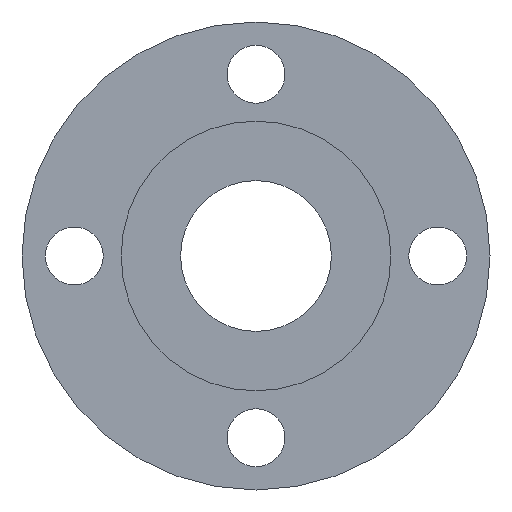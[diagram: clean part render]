
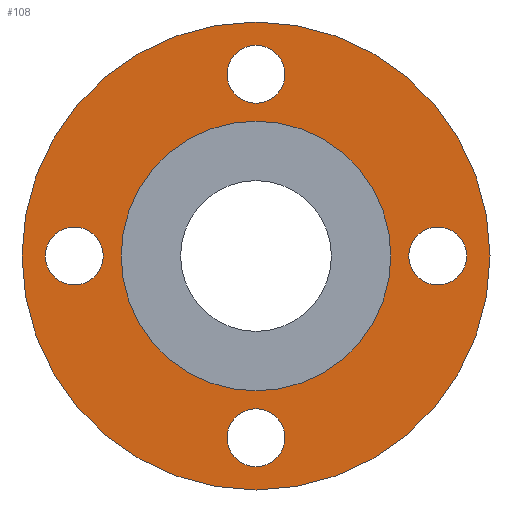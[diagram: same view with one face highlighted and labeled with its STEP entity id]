
A CAD part, front view. The second image highlights one B-rep face of the part: STEP entity #108.
In plain terms, the highlighted planar face has unit normal (0, -1, 0).
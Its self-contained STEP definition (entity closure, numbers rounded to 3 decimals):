
#5 = ORIENTED_EDGE ( 'NONE', *, *, #435, .F. ) ;
#10 = DIRECTION ( 'NONE',  ( -1., 0., 0. ) ) ;
#13 = EDGE_CURVE ( 'NONE', #657, #551, #217, .T. ) ;
#17 = DIRECTION ( 'NONE',  ( 1., 0., 0. ) ) ;
#21 = ORIENTED_EDGE ( 'NONE', *, *, #241, .F. ) ;
#26 = CARTESIAN_POINT ( 'NONE',  ( -57.15, 1.6, 0. ) ) ;
#27 = CARTESIAN_POINT ( 'NONE',  ( 0., 1.6, 49.3 ) ) ;
#46 = EDGE_LOOP ( 'NONE', ( #21, #807 ) ) ;
#49 = EDGE_LOOP ( 'NONE', ( #500, #160 ) ) ;
#70 = VERTEX_POINT ( 'NONE', #587 ) ;
#76 = CARTESIAN_POINT ( 'NONE',  ( 0., 1.6, 0. ) ) ;
#80 = EDGE_CURVE ( 'NONE', #906, #708, #314, .T. ) ;
#82 = CARTESIAN_POINT ( 'NONE',  ( 0., 1.6, 49.3 ) ) ;
#89 = DIRECTION ( 'NONE',  ( 0., 1., 0. ) ) ;
#96 = DIRECTION ( 'NONE',  ( 0., 0., 1. ) ) ;
#105 = VERTEX_POINT ( 'NONE', #26 ) ;
#108 = ADVANCED_FACE ( 'NONE', ( #243, #656, #730, #487, #214, #294 ), #623, .T. ) ;
#112 = CARTESIAN_POINT ( 'NONE',  ( 0., 1.6, -49.3 ) ) ;
#120 = CARTESIAN_POINT ( 'NONE',  ( 0., 1.6, 0. ) ) ;
#133 = EDGE_CURVE ( 'NONE', #70, #381, #818, .T. ) ;
#137 = AXIS2_PLACEMENT_3D ( 'NONE', #27, #869, #96 ) ;
#145 = CIRCLE ( 'NONE', #856, 36.6 ) ;
#160 = ORIENTED_EDGE ( 'NONE', *, *, #326, .F. ) ;
#179 = DIRECTION ( 'NONE',  ( 0., 1., 0. ) ) ;
#180 = EDGE_LOOP ( 'NONE', ( #502, #470 ) ) ;
#187 = CARTESIAN_POINT ( 'NONE',  ( 0., 1.6, -36.6 ) ) ;
#194 = DIRECTION ( 'NONE',  ( 0., -1., 0. ) ) ;
#198 = DIRECTION ( 'NONE',  ( 0., 1., 0. ) ) ;
#200 = CIRCLE ( 'NONE', #691, 36.6 ) ;
#202 = DIRECTION ( 'NONE',  ( 1., 0., 0. ) ) ;
#207 = DIRECTION ( 'NONE',  ( -1., 0., 0. ) ) ;
#214 = FACE_BOUND ( 'NONE', #180, .T. ) ;
#217 = CIRCLE ( 'NONE', #476, 7.85 ) ;
#227 = EDGE_LOOP ( 'NONE', ( #700, #5 ) ) ;
#241 = EDGE_CURVE ( 'NONE', #787, #105, #618, .T. ) ;
#243 = FACE_BOUND ( 'NONE', #46, .T. ) ;
#249 = DIRECTION ( 'NONE',  ( 0., 0., -1. ) ) ;
#277 = DIRECTION ( 'NONE',  ( 0., -1., 0. ) ) ;
#280 = CARTESIAN_POINT ( 'NONE',  ( 0., 1.6, -63.5 ) ) ;
#283 = DIRECTION ( 'NONE',  ( 0., -1., 0. ) ) ;
#287 = DIRECTION ( 'NONE',  ( 0., 0., -1. ) ) ;
#291 = DIRECTION ( 'NONE',  ( 0., 0., 1. ) ) ;
#294 = FACE_OUTER_BOUND ( 'NONE', #771, .T. ) ;
#306 = EDGE_CURVE ( 'NONE', #407, #847, #200, .T. ) ;
#309 = DIRECTION ( 'NONE',  ( 0., 0., -1. ) ) ;
#314 = CIRCLE ( 'NONE', #137, 7.85 ) ;
#315 = DIRECTION ( 'NONE',  ( 0., 0., 1. ) ) ;
#326 = EDGE_CURVE ( 'NONE', #381, #70, #658, .T. ) ;
#334 = DIRECTION ( 'NONE',  ( 0., 1., 0. ) ) ;
#337 = CIRCLE ( 'NONE', #451, 63.5 ) ;
#345 = CARTESIAN_POINT ( 'NONE',  ( -49.3, 1.6, 0. ) ) ;
#351 = CIRCLE ( 'NONE', #634, 7.85 ) ;
#362 = CARTESIAN_POINT ( 'NONE',  ( -49.3, 1.6, 0. ) ) ;
#371 = DIRECTION ( 'NONE',  ( 0., -1., 0. ) ) ;
#378 = VERTEX_POINT ( 'NONE', #280 ) ;
#381 = VERTEX_POINT ( 'NONE', #437 ) ;
#397 = CARTESIAN_POINT ( 'NONE',  ( -41.45, 1.6, 0. ) ) ;
#407 = VERTEX_POINT ( 'NONE', #497 ) ;
#410 = CARTESIAN_POINT ( 'NONE',  ( 49.3, 1.6, 0. ) ) ;
#412 = ORIENTED_EDGE ( 'NONE', *, *, #506, .F. ) ;
#435 = EDGE_CURVE ( 'NONE', #708, #906, #436, .T. ) ;
#436 = CIRCLE ( 'NONE', #547, 7.85 ) ;
#437 = CARTESIAN_POINT ( 'NONE',  ( 57.15, 1.6, 0. ) ) ;
#440 = ORIENTED_EDGE ( 'NONE', *, *, #13, .F. ) ;
#443 = CARTESIAN_POINT ( 'NONE',  ( 0., 1.6, -57.15 ) ) ;
#451 = AXIS2_PLACEMENT_3D ( 'NONE', #120, #334, #315 ) ;
#453 = ORIENTED_EDGE ( 'NONE', *, *, #460, .F. ) ;
#460 = EDGE_CURVE ( 'NONE', #378, #480, #866, .T. ) ;
#470 = ORIENTED_EDGE ( 'NONE', *, *, #720, .T. ) ;
#476 = AXIS2_PLACEMENT_3D ( 'NONE', #112, #592, #249 ) ;
#478 = AXIS2_PLACEMENT_3D ( 'NONE', #362, #629, #10 ) ;
#480 = VERTEX_POINT ( 'NONE', #841 ) ;
#487 = FACE_BOUND ( 'NONE', #601, .T. ) ;
#497 = CARTESIAN_POINT ( 'NONE',  ( 0., 1.6, 36.6 ) ) ;
#500 = ORIENTED_EDGE ( 'NONE', *, *, #133, .F. ) ;
#502 = ORIENTED_EDGE ( 'NONE', *, *, #306, .T. ) ;
#506 = EDGE_CURVE ( 'NONE', #551, #657, #705, .T. ) ;
#512 = AXIS2_PLACEMENT_3D ( 'NONE', #580, #855, #309 ) ;
#532 = CARTESIAN_POINT ( 'NONE',  ( 0., 1.6, -41.45 ) ) ;
#546 = AXIS2_PLACEMENT_3D ( 'NONE', #636, #277, #287 ) ;
#547 = AXIS2_PLACEMENT_3D ( 'NONE', #82, #768, #627 ) ;
#551 = VERTEX_POINT ( 'NONE', #443 ) ;
#554 = CARTESIAN_POINT ( 'NONE',  ( 0., 1.6, 41.45 ) ) ;
#580 = CARTESIAN_POINT ( 'NONE',  ( 0., 1.6, -49.3 ) ) ;
#587 = CARTESIAN_POINT ( 'NONE',  ( 41.45, 1.6, 0. ) ) ;
#592 = DIRECTION ( 'NONE',  ( 0., -1., 0. ) ) ;
#601 = EDGE_LOOP ( 'NONE', ( #440, #412 ) ) ;
#618 = CIRCLE ( 'NONE', #478, 7.85 ) ;
#623 = PLANE ( 'NONE',  #546 ) ;
#627 = DIRECTION ( 'NONE',  ( 0., 0., 1. ) ) ;
#629 = DIRECTION ( 'NONE',  ( 0., -1., 0. ) ) ;
#634 = AXIS2_PLACEMENT_3D ( 'NONE', #345, #283, #207 ) ;
#636 = CARTESIAN_POINT ( 'NONE',  ( 0., 1.6, 36.6 ) ) ;
#656 = FACE_BOUND ( 'NONE', #227, .T. ) ;
#657 = VERTEX_POINT ( 'NONE', #532 ) ;
#658 = CIRCLE ( 'NONE', #886, 7.85 ) ;
#666 = DIRECTION ( 'NONE',  ( 0., 0., 1. ) ) ;
#670 = CARTESIAN_POINT ( 'NONE',  ( 0., 1.6, 0. ) ) ;
#673 = CARTESIAN_POINT ( 'NONE',  ( 0., 1.6, 0. ) ) ;
#686 = CARTESIAN_POINT ( 'NONE',  ( 0., 1.6, 57.15 ) ) ;
#691 = AXIS2_PLACEMENT_3D ( 'NONE', #673, #198, #666 ) ;
#700 = ORIENTED_EDGE ( 'NONE', *, *, #80, .F. ) ;
#705 = CIRCLE ( 'NONE', #512, 7.85 ) ;
#708 = VERTEX_POINT ( 'NONE', #686 ) ;
#720 = EDGE_CURVE ( 'NONE', #847, #407, #145, .T. ) ;
#729 = DIRECTION ( 'NONE',  ( 0., 0., 1. ) ) ;
#730 = FACE_BOUND ( 'NONE', #49, .T. ) ;
#732 = AXIS2_PLACEMENT_3D ( 'NONE', #410, #371, #17 ) ;
#748 = AXIS2_PLACEMENT_3D ( 'NONE', #76, #89, #291 ) ;
#768 = DIRECTION ( 'NONE',  ( 0., -1., 0. ) ) ;
#771 = EDGE_LOOP ( 'NONE', ( #843, #453 ) ) ;
#780 = EDGE_CURVE ( 'NONE', #480, #378, #337, .T. ) ;
#787 = VERTEX_POINT ( 'NONE', #397 ) ;
#807 = ORIENTED_EDGE ( 'NONE', *, *, #877, .F. ) ;
#818 = CIRCLE ( 'NONE', #732, 7.85 ) ;
#841 = CARTESIAN_POINT ( 'NONE',  ( 0., 1.6, 63.5 ) ) ;
#843 = ORIENTED_EDGE ( 'NONE', *, *, #780, .F. ) ;
#847 = VERTEX_POINT ( 'NONE', #187 ) ;
#855 = DIRECTION ( 'NONE',  ( 0., -1., 0. ) ) ;
#856 = AXIS2_PLACEMENT_3D ( 'NONE', #670, #179, #729 ) ;
#866 = CIRCLE ( 'NONE', #748, 63.5 ) ;
#869 = DIRECTION ( 'NONE',  ( 0., -1., 0. ) ) ;
#877 = EDGE_CURVE ( 'NONE', #105, #787, #351, .T. ) ;
#886 = AXIS2_PLACEMENT_3D ( 'NONE', #892, #194, #202 ) ;
#892 = CARTESIAN_POINT ( 'NONE',  ( 49.3, 1.6, 0. ) ) ;
#906 = VERTEX_POINT ( 'NONE', #554 ) ;
